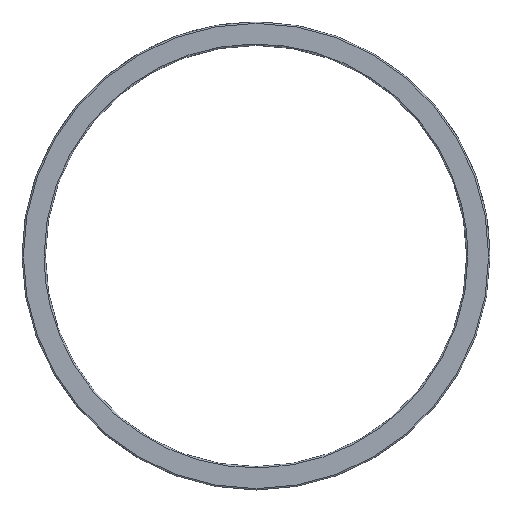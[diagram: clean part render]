
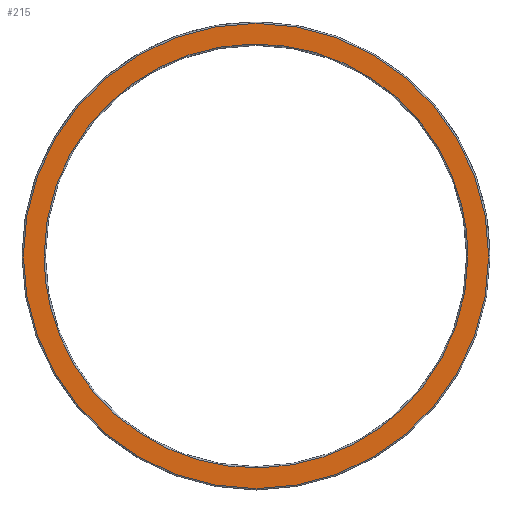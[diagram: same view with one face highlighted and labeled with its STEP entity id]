
A CAD part, top view. The second image highlights one B-rep face of the part: STEP entity #215.
In plain terms, the highlighted planar face has unit normal (0, 0, 1).
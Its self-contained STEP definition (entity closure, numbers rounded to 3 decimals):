
#54=AXIS2_PLACEMENT_3D('Circle Axis2P3D',#52,#53,$) ;
#135=AXIS2_PLACEMENT_3D('Circle Axis2P3D',#133,#134,$) ;
#149=AXIS2_PLACEMENT_3D('Plane Axis2P3D',#146,#147,#148) ;
#49=CARTESIAN_POINT('Vertex',(0.2,35.,2.)) ;
#52=CARTESIAN_POINT('Axis2P3D Location',(35.,35.,2.)) ;
#56=CARTESIAN_POINT('Vertex',(69.8,35.,2.)) ;
#133=CARTESIAN_POINT('Axis2P3D Location',(35.,35.,2.)) ;
#146=CARTESIAN_POINT('Axis2P3D Location',(35.,35.,2.)) ;
#156=CARTESIAN_POINT('Control Point',(66.7,35.,2.)) ;
#157=CARTESIAN_POINT('Control Point',(66.7,31.966,2.)) ;
#158=CARTESIAN_POINT('Control Point',(66.337,28.932,2.)) ;
#159=CARTESIAN_POINT('Control Point',(65.611,25.955,2.)) ;
#160=CARTESIAN_POINT('Control Point',(63.461,20.235,2.)) ;
#161=CARTESIAN_POINT('Control Point',(60.022,15.183,2.)) ;
#162=CARTESIAN_POINT('Control Point',(58.007,12.875,2.)) ;
#163=CARTESIAN_POINT('Control Point',(53.464,8.787,2.)) ;
#164=CARTESIAN_POINT('Control Point',(48.086,5.887,2.)) ;
#165=CARTESIAN_POINT('Control Point',(45.234,4.766,2.)) ;
#166=CARTESIAN_POINT('Control Point',(39.319,3.229,2.)) ;
#167=CARTESIAN_POINT('Control Point',(33.209,3.131,2.)) ;
#168=CARTESIAN_POINT('Control Point',(30.161,3.45,2.)) ;
#169=CARTESIAN_POINT('Control Point',(24.203,4.809,2.)) ;
#170=CARTESIAN_POINT('Control Point',(18.734,7.536,2.)) ;
#171=CARTESIAN_POINT('Control Point',(16.176,9.222,2.)) ;
#172=CARTESIAN_POINT('Control Point',(11.514,13.173,2.)) ;
#173=CARTESIAN_POINT('Control Point',(7.915,18.112,2.)) ;
#174=CARTESIAN_POINT('Control Point',(6.42,20.787,2.)) ;
#175=CARTESIAN_POINT('Control Point',(4.605,25.21,2.)) ;
#176=CARTESIAN_POINT('Control Point',(3.647,29.87,2.)) ;
#177=CARTESIAN_POINT('Control Point',(3.416,31.573,2.)) ;
#178=CARTESIAN_POINT('Control Point',(3.3,33.287,2.)) ;
#179=CARTESIAN_POINT('Control Point',(3.3,35.,2.)) ;
#180=CARTESIAN_POINT('Vertex',(66.7,35.,2.)) ;
#182=CARTESIAN_POINT('Vertex',(3.3,35.,2.)) ;
#186=CARTESIAN_POINT('Control Point',(3.3,35.,2.)) ;
#187=CARTESIAN_POINT('Control Point',(3.3,38.034,2.)) ;
#188=CARTESIAN_POINT('Control Point',(3.663,41.068,2.)) ;
#189=CARTESIAN_POINT('Control Point',(4.389,44.045,2.)) ;
#190=CARTESIAN_POINT('Control Point',(6.539,49.765,2.)) ;
#191=CARTESIAN_POINT('Control Point',(9.978,54.817,2.)) ;
#192=CARTESIAN_POINT('Control Point',(11.993,57.125,2.)) ;
#193=CARTESIAN_POINT('Control Point',(16.536,61.213,2.)) ;
#194=CARTESIAN_POINT('Control Point',(21.914,64.113,2.)) ;
#195=CARTESIAN_POINT('Control Point',(24.766,65.234,2.)) ;
#196=CARTESIAN_POINT('Control Point',(30.681,66.771,2.)) ;
#197=CARTESIAN_POINT('Control Point',(36.791,66.869,2.)) ;
#198=CARTESIAN_POINT('Control Point',(39.839,66.55,2.)) ;
#199=CARTESIAN_POINT('Control Point',(45.797,65.191,2.)) ;
#200=CARTESIAN_POINT('Control Point',(51.266,62.464,2.)) ;
#201=CARTESIAN_POINT('Control Point',(53.824,60.778,2.)) ;
#202=CARTESIAN_POINT('Control Point',(58.486,56.827,2.)) ;
#203=CARTESIAN_POINT('Control Point',(62.085,51.888,2.)) ;
#204=CARTESIAN_POINT('Control Point',(63.58,49.213,2.)) ;
#205=CARTESIAN_POINT('Control Point',(65.395,44.79,2.)) ;
#206=CARTESIAN_POINT('Control Point',(66.353,40.13,2.)) ;
#207=CARTESIAN_POINT('Control Point',(66.584,38.427,2.)) ;
#208=CARTESIAN_POINT('Control Point',(66.7,36.713,2.)) ;
#209=CARTESIAN_POINT('Control Point',(66.7,35.,2.)) ;
#53=DIRECTION('Axis2P3D Direction',(0.,0.,1.)) ;
#134=DIRECTION('Axis2P3D Direction',(0.,0.,1.)) ;
#147=DIRECTION('Axis2P3D Direction',(0.,0.,1.)) ;
#148=DIRECTION('Axis2P3D XDirection',(1.,0.,-0.)) ;
#152=ORIENTED_EDGE('',*,*,#58,.T.) ;
#153=ORIENTED_EDGE('',*,*,#137,.T.) ;
#212=ORIENTED_EDGE('',*,*,#184,.T.) ;
#213=ORIENTED_EDGE('',*,*,#210,.T.) ;
#214=FACE_BOUND('',#211,.T.) ;
#215=ADVANCED_FACE('Verrundung1',(#154,#214),#150,.T.) ;
#155=B_SPLINE_CURVE_WITH_KNOTS('',5,(#156,#157,#158,#159,#160,#161,#162,#163,#164,#165,#166,#167,#168,#169,#170,#171,#172,#173,#174,#175,#176,#177,#178,#179),.UNSPECIFIED.,.F.,.U.,(6,3,3,3,3,3,3,6),(0.,21.502,43.003,64.505,86.007,107.508,129.01,141.152),.UNSPECIFIED.) ;
#185=B_SPLINE_CURVE_WITH_KNOTS('',5,(#186,#187,#188,#189,#190,#191,#192,#193,#194,#195,#196,#197,#198,#199,#200,#201,#202,#203,#204,#205,#206,#207,#208,#209),.UNSPECIFIED.,.F.,.U.,(6,3,3,3,3,3,3,6),(0.,21.502,43.003,64.505,86.007,107.508,129.01,141.152),.UNSPECIFIED.) ;
#55=CIRCLE('generated circle',#54,34.8) ;
#136=CIRCLE('generated circle',#135,34.8) ;
#58=EDGE_CURVE('',#57,#50,#55,.T.) ;
#137=EDGE_CURVE('',#50,#57,#136,.T.) ;
#184=EDGE_CURVE('',#181,#183,#155,.T.) ;
#210=EDGE_CURVE('',#183,#181,#185,.T.) ;
#151=EDGE_LOOP('',(#152,#153)) ;
#211=EDGE_LOOP('',(#212,#213)) ;
#154=FACE_OUTER_BOUND('',#151,.T.) ;
#150=PLANE('',#149) ;
#50=VERTEX_POINT('',#49) ;
#57=VERTEX_POINT('',#56) ;
#181=VERTEX_POINT('',#180) ;
#183=VERTEX_POINT('',#182) ;
